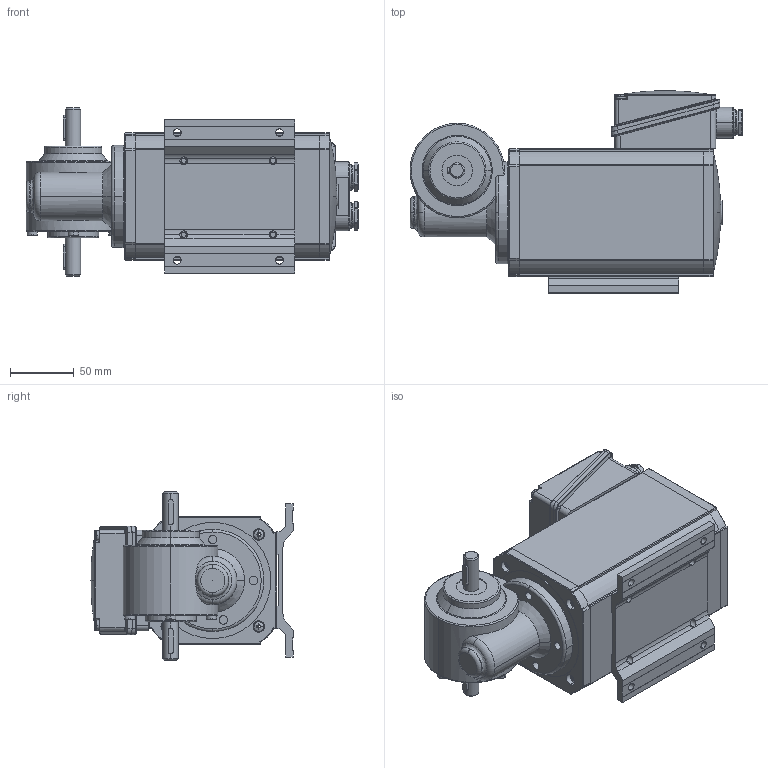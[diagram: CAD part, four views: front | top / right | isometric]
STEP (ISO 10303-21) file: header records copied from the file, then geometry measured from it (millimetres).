
FILE_DESCRIPTION(('STEP AP214'),'1');
FILE_NAME('tmp0.STEP','2015-06-16T13:53:56',(' '),(' '),'Spatial InterOp 3D',' ',' ');
FILE_SCHEMA(('automotive_design'));
Length unit declared in the file: millimetre
Products named in the file (759): 7; NONE; 1
Bounding box: 260.05 x 158.5 x 132 mm (x, y, z)
Volume: 345866.7 mm3; surface area: 190089.2 mm2
Topology: 2 solids, 759 shells, 1009 faces, 4242 edges, 3985 vertices
Faces by surface type: plane 435, cylinder 369, torus 72, sphere 48, cone 43, bspline 42
Entity records: 84871 total; most frequent: CARTESIAN_POINT 23875, DIRECTION 8625, ORIENTED_EDGE 4897, EDGE_CURVE 4219, VERTEX_POINT 3985, AXIS2_PLACEMENT_3D 3291, LINE 2043, VECTOR 2043
